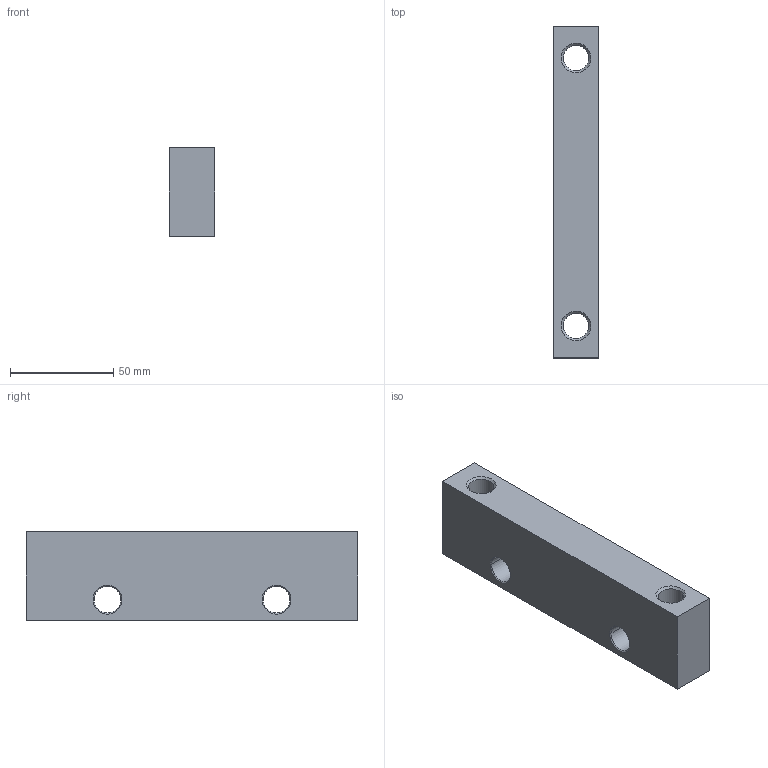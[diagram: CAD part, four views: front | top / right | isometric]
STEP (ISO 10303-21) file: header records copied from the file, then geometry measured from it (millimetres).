
FILE_DESCRIPTION(('CATIA V5 STEP Exchange'),'2;1');
FILE_NAME('CALE_ETRIER_ARR_CRABE.stp','2016-02-26T14:42:57+00:00',('none'),('SNECMA'),'CATIA Version 5 Release 19 SP 9 (IN-10)','CATIA V5 STEP AP214','none');
FILE_SCHEMA(('AUTOMOTIVE_DESIGN { 1 0 10303 214 1 1 1 1 }'));
Length unit declared in the file: millimetre
Products named in the file (1): CALE_ETRIER_ARR_CRABE
Bounding box: 22 x 161 x 43 mm (x, y, z)
Volume: 136058.4 mm3; surface area: 26861.1 mm2
Topology: 1 solids, 1 shells, 26 faces, 60 edges, 36 vertices
Faces by surface type: cone 12, cylinder 8, plane 6
Entity records: 726 total; most frequent: ORIENTED_EDGE 120, CARTESIAN_POINT 119, DIRECTION 104, EDGE_CURVE 60, AXIS2_PLACEMENT_3D 51, VERTEX_POINT 36, EDGE_LOOP 34, VECTOR 32
